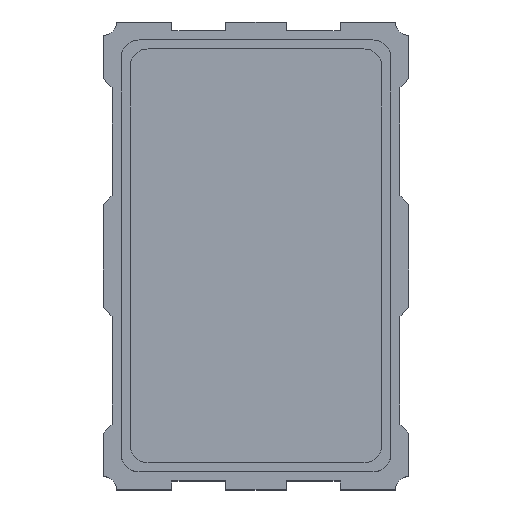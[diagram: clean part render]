
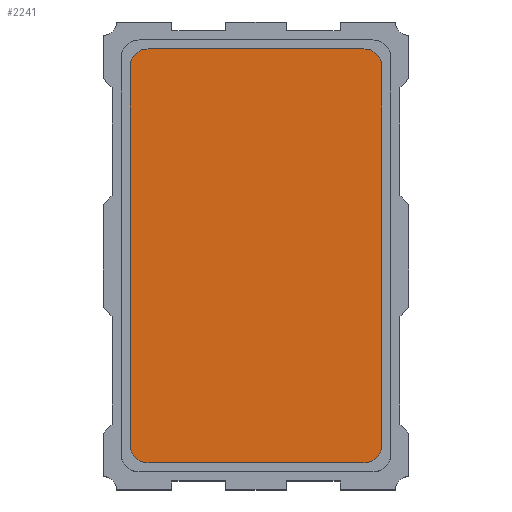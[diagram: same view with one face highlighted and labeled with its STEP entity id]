
A CAD part, top view. The second image highlights one B-rep face of the part: STEP entity #2241.
In plain terms, the highlighted planar face has unit normal (0, 0, 1).
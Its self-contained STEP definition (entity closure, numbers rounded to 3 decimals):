
#1975=CARTESIAN_POINT('',(-1.4,2.1,1.4));
#1976=VERTEX_POINT('',#1975);
#1977=CARTESIAN_POINT('',(-1.2,2.3,1.4));
#1978=VERTEX_POINT('',#1977);
#1979=CARTESIAN_POINT('',(-1.2,2.1,1.4));
#1980=DIRECTION('',(0.0,0.0,-1.0));
#1981=DIRECTION('',(-0.707,0.707,0.0));
#1982=AXIS2_PLACEMENT_3D('',#1979,#1980,#1981);
#1983=CIRCLE('',#1982,0.2);
#1984=EDGE_CURVE('',#1976,#1978,#1983,.T.);
#2017=CARTESIAN_POINT('',(1.2,2.3,1.4));
#2018=VERTEX_POINT('',#2017);
#2019=CARTESIAN_POINT('',(-1.2,2.3,1.4));
#2020=DIRECTION('',(1.0,0.0,0.0));
#2021=VECTOR('',#2020,2.4);
#2022=LINE('',#2019,#2021);
#2023=EDGE_CURVE('',#1978,#2018,#2022,.T.);
#2048=CARTESIAN_POINT('',(1.4,2.1,1.4));
#2049=VERTEX_POINT('',#2048);
#2050=CARTESIAN_POINT('',(1.2,2.1,1.4));
#2051=DIRECTION('',(0.0,0.0,-1.0));
#2052=DIRECTION('',(0.707,0.707,0.0));
#2053=AXIS2_PLACEMENT_3D('',#2050,#2051,#2052);
#2054=CIRCLE('',#2053,0.2);
#2055=EDGE_CURVE('',#2018,#2049,#2054,.T.);
#2081=CARTESIAN_POINT('',(1.4,-2.1,1.4));
#2082=VERTEX_POINT('',#2081);
#2083=CARTESIAN_POINT('',(1.4,2.1,1.4));
#2084=DIRECTION('',(0.0,-1.0,0.0));
#2085=VECTOR('',#2084,4.2);
#2086=LINE('',#2083,#2085);
#2087=EDGE_CURVE('',#2049,#2082,#2086,.T.);
#2112=CARTESIAN_POINT('',(1.2,-2.3,1.4));
#2113=VERTEX_POINT('',#2112);
#2114=CARTESIAN_POINT('',(1.2,-2.1,1.4));
#2115=DIRECTION('',(0.0,0.0,-1.0));
#2116=DIRECTION('',(0.707,-0.707,0.0));
#2117=AXIS2_PLACEMENT_3D('',#2114,#2115,#2116);
#2118=CIRCLE('',#2117,0.2);
#2119=EDGE_CURVE('',#2082,#2113,#2118,.T.);
#2145=CARTESIAN_POINT('',(-1.2,-2.3,1.4));
#2146=VERTEX_POINT('',#2145);
#2147=CARTESIAN_POINT('',(1.2,-2.3,1.4));
#2148=DIRECTION('',(-1.0,0.0,0.0));
#2149=VECTOR('',#2148,2.4);
#2150=LINE('',#2147,#2149);
#2151=EDGE_CURVE('',#2113,#2146,#2150,.T.);
#2176=CARTESIAN_POINT('',(-1.4,-2.1,1.4));
#2177=VERTEX_POINT('',#2176);
#2178=CARTESIAN_POINT('',(-1.2,-2.1,1.4));
#2179=DIRECTION('',(0.0,0.0,-1.0));
#2180=DIRECTION('',(-0.707,-0.707,0.0));
#2181=AXIS2_PLACEMENT_3D('',#2178,#2179,#2180);
#2182=CIRCLE('',#2181,0.2);
#2183=EDGE_CURVE('',#2146,#2177,#2182,.T.);
#2209=CARTESIAN_POINT('',(-1.4,-2.1,1.4));
#2210=DIRECTION('',(0.0,1.0,0.0));
#2211=VECTOR('',#2210,4.2);
#2212=LINE('',#2209,#2211);
#2213=EDGE_CURVE('',#2177,#1976,#2212,.T.);
#2226=CARTESIAN_POINT('',(0.,0.,1.4));
#2227=DIRECTION('',(0.0,0.0,1.0));
#2228=DIRECTION('',(0.0,1.0,0.0));
#2229=AXIS2_PLACEMENT_3D('',#2226,#2227,#2228);
#2230=PLANE('',#2229);
#2231=ORIENTED_EDGE('',*,*,#1984,.F.);
#2232=ORIENTED_EDGE('',*,*,#2213,.F.);
#2233=ORIENTED_EDGE('',*,*,#2183,.F.);
#2234=ORIENTED_EDGE('',*,*,#2151,.F.);
#2235=ORIENTED_EDGE('',*,*,#2119,.F.);
#2236=ORIENTED_EDGE('',*,*,#2087,.F.);
#2237=ORIENTED_EDGE('',*,*,#2055,.F.);
#2238=ORIENTED_EDGE('',*,*,#2023,.F.);
#2239=EDGE_LOOP('',(#2231,#2232,#2233,#2234,#2235,#2236,#2237,#2238));
#2240=FACE_OUTER_BOUND('',#2239,.T.);
#2241=ADVANCED_FACE('',(#2240),#2230,.T.);
